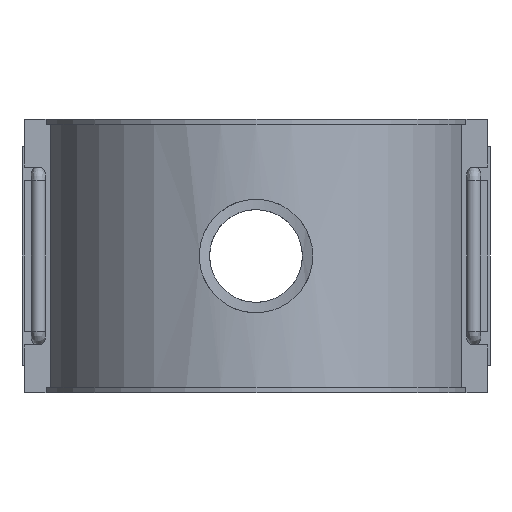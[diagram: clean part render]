
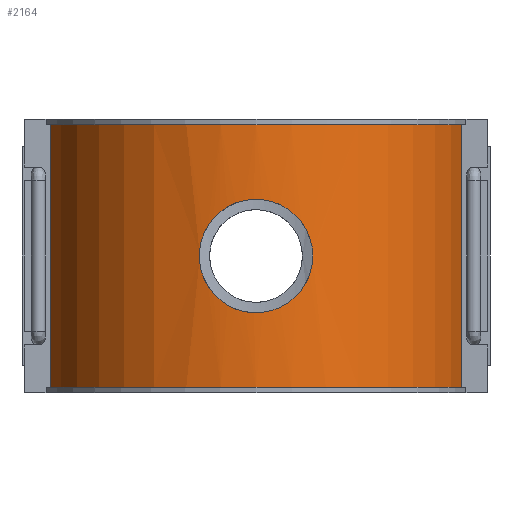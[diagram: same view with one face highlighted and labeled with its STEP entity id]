
A CAD part, front view. The second image highlights one B-rep face of the part: STEP entity #2164.
In plain terms, the highlighted cylindrical face has radius 91 mm (diameter 182 mm), a partial arc.
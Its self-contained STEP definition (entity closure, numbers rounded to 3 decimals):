
#31=LINE('',#3600,#238);
#66=LINE('',#3818,#273);
#238=VECTOR('',#2534,113.28);
#273=VECTOR('',#2611,113.28);
#532=CIRCLE('',#2298,91.);
#540=CIRCLE('',#2312,91.);
#612=FACE_BOUND('',#814,.T.);
#670=FACE_OUTER_BOUND('',#813,.T.);
#813=EDGE_LOOP('',(#1612,#1613,#1614,#1615));
#814=EDGE_LOOP('',(#1616));
#962=B_SPLINE_CURVE_WITH_KNOTS('',3,(#3078,#3079,#3080,#3081,#3082,#3083,
#3084,#3085,#3086,#3087,#3088,#3089,#3090,#3091,#3092,#3093,#3094,#3095,
#3096,#3097,#3098,#3099,#3100,#3101,#3102,#3103,#3104,#3105,#3106,#3107,
#3108,#3109,#3110,#3111,#3112,#3113,#3114,#3115,#3116,#3117,#3118,#3119,
#3120,#3121,#3122,#3123,#3124,#3125,#3126,#3127,#3128,#3129,#3130,#3131,
#3132,#3133,#3134,#3135,#3136,#3137,#3138,#3139,#3140,#3141,#3142,#3143),
 .UNSPECIFIED.,.T.,.F.,(4,2,2,2,2,2,2,2,2,2,2,2,2,2,2,2,2,2,2,2,2,2,2,2,
2,2,2,2,2,2,2,2,4),(0.,0.464,0.928,1.392,
1.856,2.32,2.784,3.247,3.711,
4.175,4.639,5.103,5.567,6.031,
6.495,6.959,7.423,7.887,8.351,
8.815,9.279,9.742,10.206,10.67,
11.134,11.598,12.062,12.526,12.99,
13.454,13.917,14.381,14.845),
 .UNSPECIFIED.);
#987=VERTEX_POINT('',#3077);
#1007=VERTEX_POINT('',#3585);
#1008=VERTEX_POINT('',#3587);
#1012=VERTEX_POINT('',#3599);
#1031=VERTEX_POINT('',#3644);
#1195=EDGE_CURVE('',#987,#987,#962,.T.);
#1219=EDGE_CURVE('',#1007,#1008,#532,.T.);
#1224=EDGE_CURVE('',#1007,#1012,#31,.T.);
#1246=EDGE_CURVE('',#1031,#1012,#540,.T.);
#1279=EDGE_CURVE('',#1008,#1031,#66,.T.);
#1612=ORIENTED_EDGE('',*,*,#1219,.T.);
#1613=ORIENTED_EDGE('',*,*,#1279,.T.);
#1614=ORIENTED_EDGE('',*,*,#1246,.T.);
#1615=ORIENTED_EDGE('',*,*,#1224,.F.);
#1616=ORIENTED_EDGE('',*,*,#1195,.T.);
#2121=CYLINDRICAL_SURFACE('',#2322,91.);
#2164=ADVANCED_FACE('',(#670,#612),#2121,.T.);
#2298=AXIS2_PLACEMENT_3D('',#3589,#2524,#2525);
#2312=AXIS2_PLACEMENT_3D('',#3645,#2571,#2572);
#2322=AXIS2_PLACEMENT_3D('',#3819,#2612,#2613);
#2524=DIRECTION('center_axis',(0.,0.,1.));
#2525=DIRECTION('ref_axis',(1.,0.,0.));
#2534=DIRECTION('',(0.,0.,1.));
#2571=DIRECTION('center_axis',(0.,0.,-1.));
#2572=DIRECTION('ref_axis',(1.,0.,0.));
#2611=DIRECTION('',(0.,0.,1.));
#2612=DIRECTION('center_axis',(0.,0.,1.));
#2613=DIRECTION('ref_axis',(1.,0.,0.));
#3077=CARTESIAN_POINT('',(24.5,-87.64,0.));
#3078=CARTESIAN_POINT('Ctrl Pts',(24.5,-87.64,0.));
#3079=CARTESIAN_POINT('Ctrl Pts',(24.5,-87.64,-1.547));
#3080=CARTESIAN_POINT('Ctrl Pts',(24.351,-87.682,-3.143));
#3081=CARTESIAN_POINT('Ctrl Pts',(23.727,-87.853,-6.315));
#3082=CARTESIAN_POINT('Ctrl Pts',(23.252,-87.981,-7.889));
#3083=CARTESIAN_POINT('Ctrl Pts',(22.,-88.303,-10.905));
#3084=CARTESIAN_POINT('Ctrl Pts',(21.221,-88.496,-12.348));
#3085=CARTESIAN_POINT('Ctrl Pts',(19.425,-88.907,-15.016));
#3086=CARTESIAN_POINT('Ctrl Pts',(18.408,-89.126,-16.241));
#3087=CARTESIAN_POINT('Ctrl Pts',(16.241,-89.546,-18.407));
#3088=CARTESIAN_POINT('Ctrl Pts',(15.017,-89.763,-19.425));
#3089=CARTESIAN_POINT('Ctrl Pts',(12.349,-90.168,-21.221));
#3090=CARTESIAN_POINT('Ctrl Pts',(10.905,-90.357,-22.));
#3091=CARTESIAN_POINT('Ctrl Pts',(7.889,-90.67,-23.253));
#3092=CARTESIAN_POINT('Ctrl Pts',(6.314,-90.795,-23.727));
#3093=CARTESIAN_POINT('Ctrl Pts',(3.143,-90.96,-24.351));
#3094=CARTESIAN_POINT('Ctrl Pts',(1.546,-91.,-24.5));
#3095=CARTESIAN_POINT('Ctrl Pts',(-1.546,-91.,-24.5));
#3096=CARTESIAN_POINT('Ctrl Pts',(-3.143,-90.96,-24.351));
#3097=CARTESIAN_POINT('Ctrl Pts',(-6.314,-90.795,-23.727));
#3098=CARTESIAN_POINT('Ctrl Pts',(-7.889,-90.67,-23.253));
#3099=CARTESIAN_POINT('Ctrl Pts',(-10.905,-90.357,-22.));
#3100=CARTESIAN_POINT('Ctrl Pts',(-12.349,-90.168,-21.221));
#3101=CARTESIAN_POINT('Ctrl Pts',(-15.017,-89.763,-19.425));
#3102=CARTESIAN_POINT('Ctrl Pts',(-16.241,-89.546,-18.407));
#3103=CARTESIAN_POINT('Ctrl Pts',(-18.408,-89.126,-16.241));
#3104=CARTESIAN_POINT('Ctrl Pts',(-19.425,-88.907,-15.016));
#3105=CARTESIAN_POINT('Ctrl Pts',(-21.221,-88.496,-12.348));
#3106=CARTESIAN_POINT('Ctrl Pts',(-22.,-88.303,-10.905));
#3107=CARTESIAN_POINT('Ctrl Pts',(-23.252,-87.981,-7.889));
#3108=CARTESIAN_POINT('Ctrl Pts',(-23.727,-87.853,-6.315));
#3109=CARTESIAN_POINT('Ctrl Pts',(-24.351,-87.682,-3.143));
#3110=CARTESIAN_POINT('Ctrl Pts',(-24.5,-87.64,-1.547));
#3111=CARTESIAN_POINT('Ctrl Pts',(-24.5,-87.64,1.547));
#3112=CARTESIAN_POINT('Ctrl Pts',(-24.351,-87.682,3.143));
#3113=CARTESIAN_POINT('Ctrl Pts',(-23.727,-87.853,6.315));
#3114=CARTESIAN_POINT('Ctrl Pts',(-23.252,-87.981,7.889));
#3115=CARTESIAN_POINT('Ctrl Pts',(-22.,-88.303,10.905));
#3116=CARTESIAN_POINT('Ctrl Pts',(-21.221,-88.496,12.348));
#3117=CARTESIAN_POINT('Ctrl Pts',(-19.425,-88.907,15.016));
#3118=CARTESIAN_POINT('Ctrl Pts',(-18.408,-89.126,16.241));
#3119=CARTESIAN_POINT('Ctrl Pts',(-16.241,-89.546,18.407));
#3120=CARTESIAN_POINT('Ctrl Pts',(-15.017,-89.763,19.425));
#3121=CARTESIAN_POINT('Ctrl Pts',(-12.349,-90.168,21.221));
#3122=CARTESIAN_POINT('Ctrl Pts',(-10.905,-90.357,22.));
#3123=CARTESIAN_POINT('Ctrl Pts',(-7.889,-90.67,23.253));
#3124=CARTESIAN_POINT('Ctrl Pts',(-6.314,-90.795,23.727));
#3125=CARTESIAN_POINT('Ctrl Pts',(-3.143,-90.96,24.351));
#3126=CARTESIAN_POINT('Ctrl Pts',(-1.546,-91.,24.5));
#3127=CARTESIAN_POINT('Ctrl Pts',(1.546,-91.,24.5));
#3128=CARTESIAN_POINT('Ctrl Pts',(3.143,-90.96,24.351));
#3129=CARTESIAN_POINT('Ctrl Pts',(6.314,-90.795,23.727));
#3130=CARTESIAN_POINT('Ctrl Pts',(7.889,-90.67,23.253));
#3131=CARTESIAN_POINT('Ctrl Pts',(10.905,-90.357,22.));
#3132=CARTESIAN_POINT('Ctrl Pts',(12.349,-90.168,21.221));
#3133=CARTESIAN_POINT('Ctrl Pts',(15.017,-89.763,19.425));
#3134=CARTESIAN_POINT('Ctrl Pts',(16.241,-89.546,18.407));
#3135=CARTESIAN_POINT('Ctrl Pts',(18.408,-89.126,16.241));
#3136=CARTESIAN_POINT('Ctrl Pts',(19.425,-88.907,15.016));
#3137=CARTESIAN_POINT('Ctrl Pts',(21.221,-88.496,12.348));
#3138=CARTESIAN_POINT('Ctrl Pts',(22.,-88.303,10.905));
#3139=CARTESIAN_POINT('Ctrl Pts',(23.252,-87.981,7.889));
#3140=CARTESIAN_POINT('Ctrl Pts',(23.727,-87.853,6.315));
#3141=CARTESIAN_POINT('Ctrl Pts',(24.351,-87.682,3.143));
#3142=CARTESIAN_POINT('Ctrl Pts',(24.5,-87.64,1.547));
#3143=CARTESIAN_POINT('Ctrl Pts',(24.5,-87.64,0.));
#3585=CARTESIAN_POINT('',(-88.775,-20.,-56.64));
#3587=CARTESIAN_POINT('',(88.775,-20.,-56.64));
#3589=CARTESIAN_POINT('Origin',(0.,0.,-56.64));
#3599=CARTESIAN_POINT('',(-88.775,-20.,56.64));
#3600=CARTESIAN_POINT('',(-88.775,-20.,0.));
#3644=CARTESIAN_POINT('',(88.775,-20.,56.64));
#3645=CARTESIAN_POINT('Origin',(0.,0.,56.64));
#3818=CARTESIAN_POINT('',(88.775,-20.,0.));
#3819=CARTESIAN_POINT('Origin',(0.,0.,0.));
